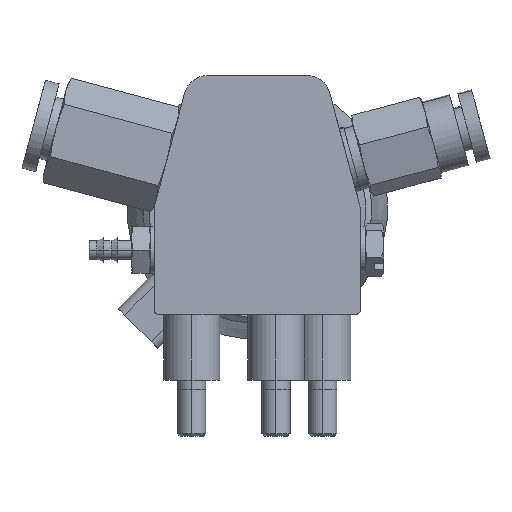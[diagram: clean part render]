
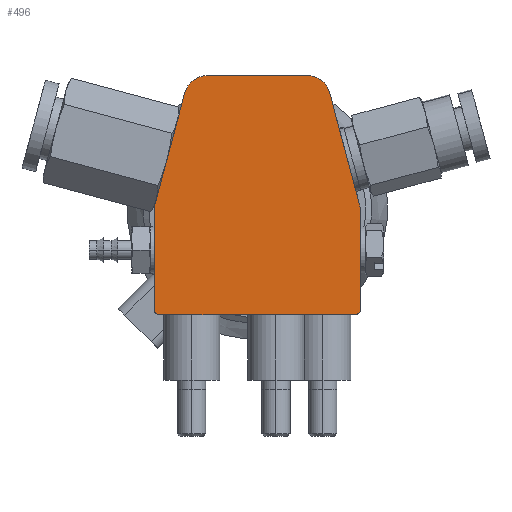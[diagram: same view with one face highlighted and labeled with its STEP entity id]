
A CAD part, front view. The second image highlights one B-rep face of the part: STEP entity #496.
In plain terms, the highlighted planar face has unit normal (0, -1, 0).
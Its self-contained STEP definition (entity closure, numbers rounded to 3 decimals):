
#180=PLANE('',#7037);
#496=ADVANCED_FACE('',(#896),#180,.T.);
#896=FACE_OUTER_BOUND('',#1307,.F.);
#1307=EDGE_LOOP('',(#1914,#1915,#1916,#1917,#1918,#1919,#1920,#1921,#1922,#1923,
#1924,#1925));
#1914=ORIENTED_EDGE('',*,*,#4972,.F.);
#1915=ORIENTED_EDGE('',*,*,#4977,.F.);
#1916=ORIENTED_EDGE('',*,*,#4978,.F.);
#1917=ORIENTED_EDGE('',*,*,#4979,.F.);
#1918=ORIENTED_EDGE('',*,*,#4976,.F.);
#1919=ORIENTED_EDGE('',*,*,#4980,.F.);
#1920=ORIENTED_EDGE('',*,*,#4981,.F.);
#1921=ORIENTED_EDGE('',*,*,#4982,.F.);
#1922=ORIENTED_EDGE('',*,*,#4918,.F.);
#1923=ORIENTED_EDGE('',*,*,#4983,.F.);
#1924=ORIENTED_EDGE('',*,*,#4984,.F.);
#1925=ORIENTED_EDGE('',*,*,#4985,.F.);
#3617=LINE('',#9916,#4071);
#3659=LINE('',#10220,#4113);
#3663=LINE('',#10224,#4117);
#3664=LINE('',#10226,#4118);
#3665=LINE('',#10229,#4119);
#3666=LINE('',#10232,#4120);
#4071=VECTOR('',#7890,12.301);
#4113=VECTOR('',#7932,21.);
#4117=VECTOR('',#7936,12.301);
#4118=VECTOR('',#7939,10.618);
#4119=VECTOR('',#7944,10.633);
#4120=VECTOR('',#7949,10.618);
#4566=CIRCLE('',#7002,0.5);
#4567=CIRCLE('',#7003,2.5);
#4568=CIRCLE('',#7004,2.5);
#4569=CIRCLE('',#7005,2.5);
#4570=CIRCLE('',#7006,2.5);
#4571=CIRCLE('',#7007,0.5);
#4918=EDGE_CURVE('',#6059,#6057,#3617,.T.);
#4972=EDGE_CURVE('',#6003,#6005,#3659,.T.);
#4976=EDGE_CURVE('',#6001,#5999,#3663,.T.);
#4977=EDGE_CURVE('',#5998,#6003,#4566,.T.);
#4978=EDGE_CURVE('',#5997,#5998,#3664,.T.);
#4979=EDGE_CURVE('',#5999,#5997,#4567,.T.);
#4980=EDGE_CURVE('',#5996,#6001,#4568,.T.);
#4981=EDGE_CURVE('',#5995,#5996,#3665,.T.);
#4982=EDGE_CURVE('',#6057,#5995,#4569,.T.);
#4983=EDGE_CURVE('',#5994,#6059,#4570,.T.);
#4984=EDGE_CURVE('',#5993,#5994,#3666,.T.);
#4985=EDGE_CURVE('',#6005,#5993,#4571,.T.);
#5993=VERTEX_POINT('',#9833);
#5994=VERTEX_POINT('',#9834);
#5995=VERTEX_POINT('',#9835);
#5996=VERTEX_POINT('',#9836);
#5997=VERTEX_POINT('',#9837);
#5998=VERTEX_POINT('',#9838);
#5999=VERTEX_POINT('',#9839);
#6001=VERTEX_POINT('',#9841);
#6003=VERTEX_POINT('',#9843);
#6005=VERTEX_POINT('',#9845);
#6057=VERTEX_POINT('',#9897);
#6059=VERTEX_POINT('',#9899);
#7002=AXIS2_PLACEMENT_3D('',#10225,#7937,#7938);
#7003=AXIS2_PLACEMENT_3D('',#10227,#7940,#7941);
#7004=AXIS2_PLACEMENT_3D('',#10228,#7942,#7943);
#7005=AXIS2_PLACEMENT_3D('',#10230,#7945,#7946);
#7006=AXIS2_PLACEMENT_3D('',#10231,#7947,#7948);
#7007=AXIS2_PLACEMENT_3D('',#10233,#7950,#7951);
#7037=AXIS2_PLACEMENT_3D('',#10760,#8131,#8132);
#7890=DIRECTION('',(-0.259,0.,0.966));
#7932=DIRECTION('',(1.,0.,0.));
#7936=DIRECTION('',(-0.259,0.,-0.966));
#7937=DIRECTION('',(0.,-1.,0.));
#7938=DIRECTION('',(-1.,0.,0.));
#7939=DIRECTION('',(0.,0.,-1.));
#7940=DIRECTION('',(0.,-1.,0.));
#7941=DIRECTION('',(-0.966,0.,0.259));
#7942=DIRECTION('',(0.,-1.,0.));
#7943=DIRECTION('',(0.,0.,1.));
#7944=DIRECTION('',(-1.,0.,0.));
#7945=DIRECTION('',(0.,-1.,0.));
#7946=DIRECTION('',(0.966,0.,0.259));
#7947=DIRECTION('',(0.,-1.,0.));
#7948=DIRECTION('',(1.,0.,0.));
#7949=DIRECTION('',(0.,0.,1.));
#7950=DIRECTION('',(0.,-1.,0.));
#7951=DIRECTION('',(0.,0.,-1.));
#8131=DIRECTION('',(0.,-1.,0.));
#8132=DIRECTION('',(-1.,0.,0.));
#9833=CARTESIAN_POINT('',(8.45,11.75,-63.5));
#9834=CARTESIAN_POINT('',(8.45,11.75,-52.882));
#9835=CARTESIAN_POINT('',(2.766,11.75,-38.5));
#9836=CARTESIAN_POINT('',(-7.866,11.75,-38.5));
#9837=CARTESIAN_POINT('',(-13.55,11.75,
-52.882));
#9838=CARTESIAN_POINT('',(-13.55,11.75,-63.5));
#9839=CARTESIAN_POINT('',(-13.465,11.75,
-52.235));
#9841=CARTESIAN_POINT('',(-10.281,11.75,
-40.353));
#9843=CARTESIAN_POINT('',(-13.05,11.75,-64.));
#9845=CARTESIAN_POINT('',(7.95,11.75,-64.));
#9897=CARTESIAN_POINT('',(5.181,11.75,-40.353));
#9899=CARTESIAN_POINT('',(8.365,11.75,-52.235));
#9916=CARTESIAN_POINT('',(8.365,11.75,-52.235));
#10220=CARTESIAN_POINT('',(-13.05,11.75,-64.));
#10224=CARTESIAN_POINT('',(-10.281,11.75,
-40.353));
#10225=CARTESIAN_POINT('',(-13.05,11.75,-63.5));
#10226=CARTESIAN_POINT('',(-13.55,11.75,
-52.882));
#10227=CARTESIAN_POINT('',(-11.05,11.75,
-52.882));
#10228=CARTESIAN_POINT('',(-7.866,11.75,-41.));
#10229=CARTESIAN_POINT('',(2.766,11.75,-38.5));
#10230=CARTESIAN_POINT('',(2.766,11.75,-41.));
#10231=CARTESIAN_POINT('',(5.95,11.75,
-52.882));
#10232=CARTESIAN_POINT('',(8.45,11.75,-63.5));
#10233=CARTESIAN_POINT('',(7.95,11.75,-63.5));
#10760=CARTESIAN_POINT('',(8.706,11.75,
-38.242));
